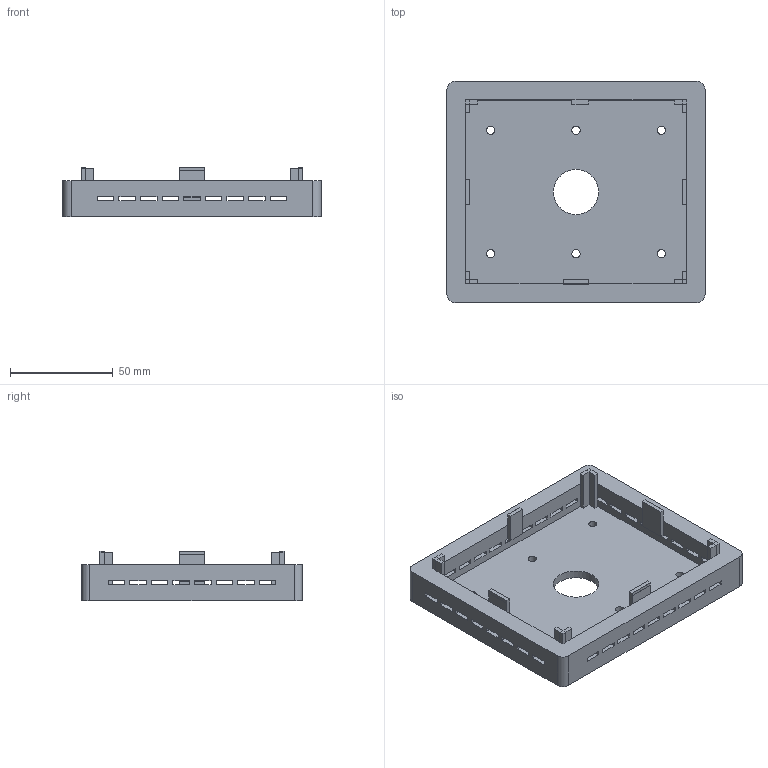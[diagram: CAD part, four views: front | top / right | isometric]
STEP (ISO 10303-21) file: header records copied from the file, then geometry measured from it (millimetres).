
FILE_DESCRIPTION(('FreeCAD Model'),'2;1');
FILE_NAME('Open CASCADE Shape Model','2026-01-04T17:03:00',('FreeCAD'),( 'FreeCAD'),'Open CASCADE STEP processor 7.5','FreeCAD','Unknown');
FILE_SCHEMA(('AUTOMOTIVE_DESIGN { 1 0 10303 214 1 1 1 1 }'));
Length unit declared in the file: millimetre
Products named in the file (1): Open CASCADE STEP translator 7.5 1
Bounding box: 125.49 x 107.44 x 24.1 mm (x, y, z)
Volume: 102545.1 mm3; surface area: 46776 mm2
Topology: 1 solids, 1 shells, 270 faces, 750 edges, 473 vertices
Faces by surface type: plane 259, cylinder 11
Full cylindrical faces by diameter (mm): 4 x6, 22 x1
Entity records: 18346 total; most frequent: CARTESIAN_POINT 3102, DIRECTION 2796, LINE 2206, VECTOR 2206, ORIENTED_EDGE 1500, PCURVE 1500, DEFINITIONAL_REPRESENTATION 1500, EDGE_CURVE 750
